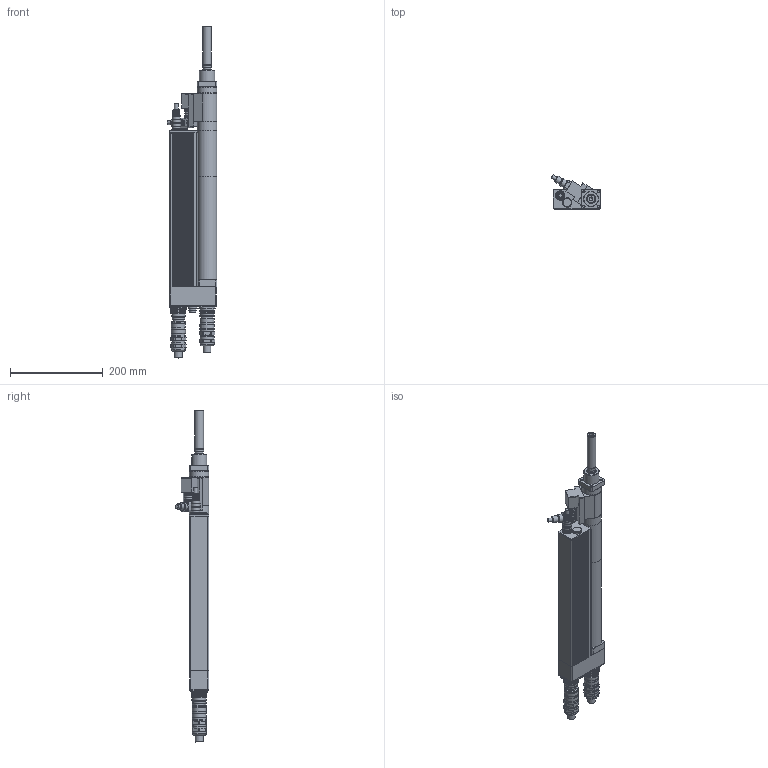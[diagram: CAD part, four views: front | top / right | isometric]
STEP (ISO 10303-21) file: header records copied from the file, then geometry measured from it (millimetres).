
FILE_DESCRIPTION((''),'2;1');
FILE_NAME('947541A8.stp','2011-03-28T07:53:37',('e4c32'),(''),'Autodesk Inventor 11','Autodesk Inventor 11','');
FILE_SCHEMA(('AUTOMOTIVE_DESIGN { 1 0 10303 214 1 1 1 1 }'));
Length unit declared in the file: millimetre
Products named in the file (8): 947541A8_IAM_001; 1ZB_IPT_001; 1KXB_IPT_001; 1BTS-XA_IPT_001.ipt_Motor und Getriebe; 961104-005_IPT_001.ipt_Stecker gerade; 961104-005_IPT_002.ipt_Stecker gerade; 961089-002_IPT_002.ipt_Stecker gerade; 961089-002_IPT_001
Assembly tree (7 placements, depth 2):
  947541A8_IAM_001
    1ZB_IPT_001
    1KXB_IPT_001
    1BTS-XA_IPT_001.ipt_Motor und Getriebe
    961104-005_IPT_001.ipt_Stecker gerade
    961104-005_IPT_002.ipt_Stecker gerade
    961089-002_IPT_002.ipt_Stecker gerade
    961089-002_IPT_001
Bounding box: 107 x 72.96 x 715.35 mm (x, y, z)
Volume: 1904459.5 mm3; surface area: 228440.7 mm2
Topology: 7 solids, 7 shells, 1117 faces, 2779 edges, 1747 vertices
Faces by surface type: plane 695, cylinder 238, bspline 127, cone 43, torus 14
Full cylindrical faces by diameter (mm): 5.5 x4, 8 x2, 12 x2, 13 x1, 13.4 x1, 14 x6, 14.2 x1, 16 x4, 16.5 x3, 16.8 x1, 17 x1, 17.587 x2, 18 x4, 18.7 x3, 18.934 x1, 18.95 x1, 19.5 x3, 20 x8, 22.5 x2, 24 x1, 25 x1, 25.5 x1, 26.4 x1, 27.047 x1, 28 x2, 28.5 x1, 29 x1, 29.4 x3, 29.5 x2, 29.8 x4
Entity records: 33013 total; most frequent: CARTESIAN_POINT 8210, ORIENTED_EDGE 5220, DIRECTION 4743, EDGE_CURVE 2610, VERTEX_POINT 1725, VECTOR 1637, LINE 1637, AXIS2_PLACEMENT_3D 1553
